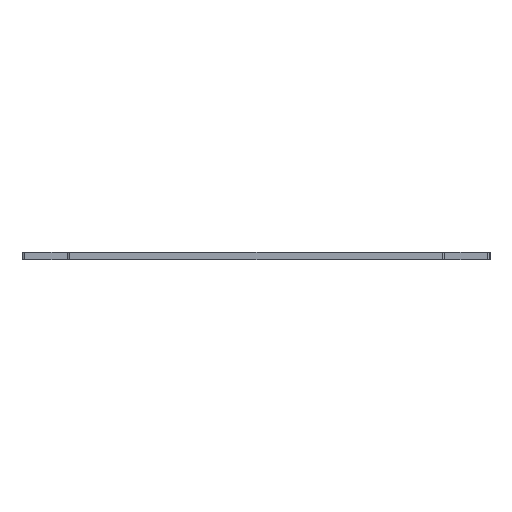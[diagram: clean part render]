
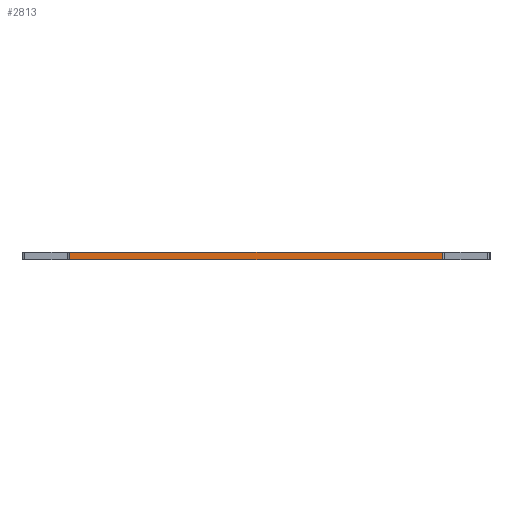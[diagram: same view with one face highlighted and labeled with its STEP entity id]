
A CAD part, left-side view. The second image highlights one B-rep face of the part: STEP entity #2813.
In plain terms, the highlighted planar face has unit normal (-1, 0, 0).
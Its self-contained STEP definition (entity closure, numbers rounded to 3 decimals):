
#109=PLANE('',#3047);
#173=FACE_OUTER_BOUND('',#359,.T.);
#359=EDGE_LOOP('',(#2053,#2054,#2055,#2056));
#548=LINE('',#4135,#806);
#606=LINE('',#4404,#864);
#607=LINE('',#4407,#865);
#608=LINE('',#4408,#866);
#806=VECTOR('',#3280,10.);
#864=VECTOR('',#3494,10.);
#865=VECTOR('',#3497,10.);
#866=VECTOR('',#3498,10.);
#1221=VERTEX_POINT('',#4132);
#1222=VERTEX_POINT('',#4134);
#1355=VERTEX_POINT('',#4402);
#1356=VERTEX_POINT('',#4406);
#1499=EDGE_CURVE('',#1221,#1222,#548,.T.);
#1634=EDGE_CURVE('',#1355,#1221,#606,.T.);
#1635=EDGE_CURVE('',#1355,#1356,#607,.T.);
#1636=EDGE_CURVE('',#1222,#1356,#608,.T.);
#2053=ORIENTED_EDGE('',*,*,#1634,.F.);
#2054=ORIENTED_EDGE('',*,*,#1635,.T.);
#2055=ORIENTED_EDGE('',*,*,#1636,.F.);
#2056=ORIENTED_EDGE('',*,*,#1499,.F.);
#2813=ADVANCED_FACE('',(#173),#109,.T.);
#3047=AXIS2_PLACEMENT_3D('',#4405,#3495,#3496);
#3280=DIRECTION('',(0.,-1.,0.));
#3494=DIRECTION('',(0.,0.,1.));
#3495=DIRECTION('center_axis',(-1.,0.,0.));
#3496=DIRECTION('ref_axis',(0.,-1.,0.));
#3497=DIRECTION('',(0.,-1.,0.));
#3498=DIRECTION('',(0.,0.,-1.));
#4132=CARTESIAN_POINT('',(0.,-1.,3.));
#4134=CARTESIAN_POINT('',(0.,-149.,3.));
#4135=CARTESIAN_POINT('',(0.,0.,3.));
#4402=CARTESIAN_POINT('',(0.,-1.,0.));
#4404=CARTESIAN_POINT('',(0.,-1.,0.));
#4405=CARTESIAN_POINT('Origin',(0.,0.,0.));
#4406=CARTESIAN_POINT('',(0.,-149.,0.));
#4407=CARTESIAN_POINT('',(0.,0.,0.));
#4408=CARTESIAN_POINT('',(0.,-149.,0.));
